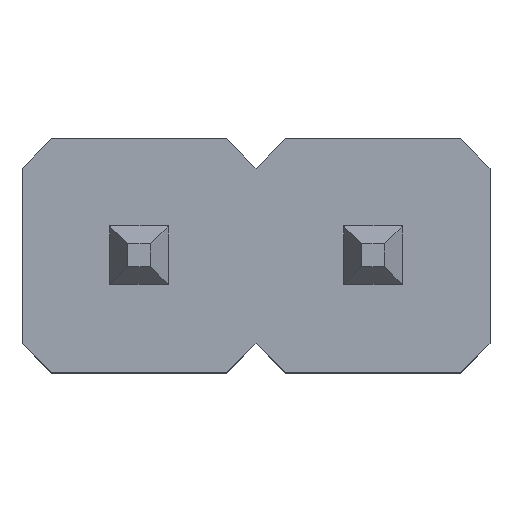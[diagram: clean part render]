
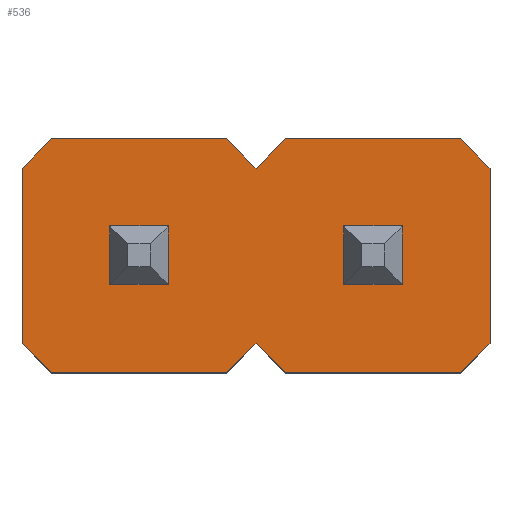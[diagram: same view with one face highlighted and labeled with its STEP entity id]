
A CAD part, top view. The second image highlights one B-rep face of the part: STEP entity #536.
In plain terms, the highlighted planar face has unit normal (0, 0, 1).
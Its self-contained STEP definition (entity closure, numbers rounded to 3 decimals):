
#417=CARTESIAN_POINT('',(3.2,-1.1,1.5));
#418=DIRECTION('',(0.0,0.0,-1.0));
#419=DIRECTION('',(0.0,1.0,0.0));
#420=AXIS2_PLACEMENT_3D('',#417,#418,#419);
#421=PLANE('',#420);
#422=CARTESIAN_POINT('',(-0.75,1.,1.5));
#423=VERTEX_POINT('',#422);
#424=CARTESIAN_POINT('',(0.75,1.0,1.5));
#425=VERTEX_POINT('',#424);
#426=CARTESIAN_POINT('',(-0.75,1.,1.5));
#427=DIRECTION('',(1.0,0.0,0.0));
#428=VECTOR('',#427,1.5);
#429=LINE('',#426,#428);
#430=EDGE_CURVE('',#423,#425,#429,.T.);
#431=ORIENTED_EDGE('',*,*,#430,.F.);
#432=CARTESIAN_POINT('',(-1.0,0.75,1.5));
#433=VERTEX_POINT('',#432);
#434=CARTESIAN_POINT('',(-0.75,1.,1.5));
#435=DIRECTION('',(-0.707,-0.707,0.0));
#436=VECTOR('',#435,0.354);
#437=LINE('',#434,#436);
#438=EDGE_CURVE('',#423,#433,#437,.T.);
#439=ORIENTED_EDGE('',*,*,#438,.T.);
#440=CARTESIAN_POINT('',(-1.,-0.75,1.5));
#441=VERTEX_POINT('',#440);
#442=CARTESIAN_POINT('',(-1.,-0.75,1.5));
#443=DIRECTION('',(0.0,1.0,0.0));
#444=VECTOR('',#443,1.5);
#445=LINE('',#442,#444);
#446=EDGE_CURVE('',#441,#433,#445,.T.);
#447=ORIENTED_EDGE('',*,*,#446,.F.);
#448=CARTESIAN_POINT('',(-0.75,-1.0,1.5));
#449=VERTEX_POINT('',#448);
#450=CARTESIAN_POINT('',(-1.,-0.75,1.5));
#451=DIRECTION('',(0.707,-0.707,0.0));
#452=VECTOR('',#451,0.354);
#453=LINE('',#450,#452);
#454=EDGE_CURVE('',#441,#449,#453,.T.);
#455=ORIENTED_EDGE('',*,*,#454,.T.);
#456=CARTESIAN_POINT('',(0.75,-1.0,1.5));
#457=VERTEX_POINT('',#456);
#458=CARTESIAN_POINT('',(0.75,-1.0,1.5));
#459=DIRECTION('',(-1.0,0.0,0.0));
#460=VECTOR('',#459,1.5);
#461=LINE('',#458,#460);
#462=EDGE_CURVE('',#457,#449,#461,.T.);
#463=ORIENTED_EDGE('',*,*,#462,.F.);
#464=CARTESIAN_POINT('',(1.0,-0.75,1.5));
#465=VERTEX_POINT('',#464);
#466=CARTESIAN_POINT('',(0.75,-1.0,1.5));
#467=DIRECTION('',(0.707,0.707,0.0));
#468=VECTOR('',#467,0.354);
#469=LINE('',#466,#468);
#470=EDGE_CURVE('',#457,#465,#469,.T.);
#471=ORIENTED_EDGE('',*,*,#470,.T.);
#472=CARTESIAN_POINT('',(1.25,-1.0,1.5));
#473=VERTEX_POINT('',#472);
#474=CARTESIAN_POINT('',(1.0,-0.75,1.5));
#475=DIRECTION('',(0.707,-0.707,0.0));
#476=VECTOR('',#475,0.354);
#477=LINE('',#474,#476);
#478=EDGE_CURVE('',#465,#473,#477,.T.);
#479=ORIENTED_EDGE('',*,*,#478,.T.);
#480=CARTESIAN_POINT('',(2.75,-1.0,1.5));
#481=VERTEX_POINT('',#480);
#482=CARTESIAN_POINT('',(2.75,-1.0,1.5));
#483=DIRECTION('',(-1.0,0.0,0.0));
#484=VECTOR('',#483,1.5);
#485=LINE('',#482,#484);
#486=EDGE_CURVE('',#481,#473,#485,.T.);
#487=ORIENTED_EDGE('',*,*,#486,.F.);
#488=CARTESIAN_POINT('',(3.0,-0.75,1.5));
#489=VERTEX_POINT('',#488);
#490=CARTESIAN_POINT('',(2.75,-1.0,1.5));
#491=DIRECTION('',(0.707,0.707,0.0));
#492=VECTOR('',#491,0.354);
#493=LINE('',#490,#492);
#494=EDGE_CURVE('',#481,#489,#493,.T.);
#495=ORIENTED_EDGE('',*,*,#494,.T.);
#496=CARTESIAN_POINT('',(3.0,0.75,1.5));
#497=VERTEX_POINT('',#496);
#498=CARTESIAN_POINT('',(3.0,0.75,1.5));
#499=DIRECTION('',(0.0,-1.0,0.0));
#500=VECTOR('',#499,1.5);
#501=LINE('',#498,#500);
#502=EDGE_CURVE('',#497,#489,#501,.T.);
#503=ORIENTED_EDGE('',*,*,#502,.F.);
#504=CARTESIAN_POINT('',(2.75,1.0,1.5));
#505=VERTEX_POINT('',#504);
#506=CARTESIAN_POINT('',(3.0,0.75,1.5));
#507=DIRECTION('',(-0.707,0.707,0.0));
#508=VECTOR('',#507,0.354);
#509=LINE('',#506,#508);
#510=EDGE_CURVE('',#497,#505,#509,.T.);
#511=ORIENTED_EDGE('',*,*,#510,.T.);
#512=CARTESIAN_POINT('',(1.25,1.0,1.5));
#513=VERTEX_POINT('',#512);
#514=CARTESIAN_POINT('',(1.25,1.0,1.5));
#515=DIRECTION('',(1.0,0.0,0.0));
#516=VECTOR('',#515,1.5);
#517=LINE('',#514,#516);
#518=EDGE_CURVE('',#513,#505,#517,.T.);
#519=ORIENTED_EDGE('',*,*,#518,.F.);
#520=CARTESIAN_POINT('',(1.0,0.75,1.5));
#521=VERTEX_POINT('',#520);
#522=CARTESIAN_POINT('',(1.25,1.0,1.5));
#523=DIRECTION('',(-0.707,-0.707,0.0));
#524=VECTOR('',#523,0.354);
#525=LINE('',#522,#524);
#526=EDGE_CURVE('',#513,#521,#525,.T.);
#527=ORIENTED_EDGE('',*,*,#526,.T.);
#528=CARTESIAN_POINT('',(1.0,0.75,1.5));
#529=DIRECTION('',(-0.707,0.707,0.0));
#530=VECTOR('',#529,0.354);
#531=LINE('',#528,#530);
#532=EDGE_CURVE('',#521,#425,#531,.T.);
#533=ORIENTED_EDGE('',*,*,#532,.T.);
#534=EDGE_LOOP('',(#431,#439,#447,#455,#463,#471,#479,#487,#495,#503,#511,#519,#527,#533));
#535=FACE_OUTER_BOUND('',#534,.T.);
#536=ADVANCED_FACE('',(#535),#421,.F.);
